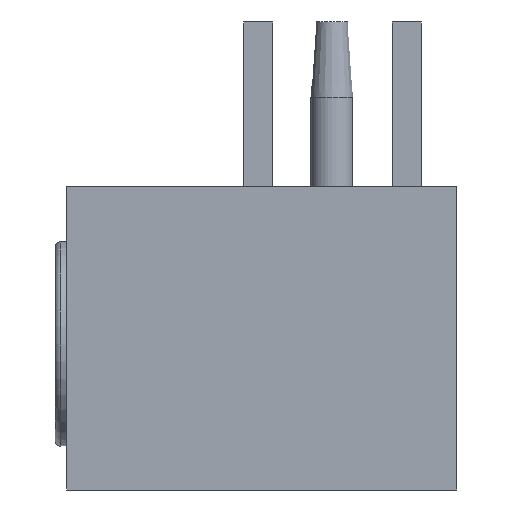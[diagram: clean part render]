
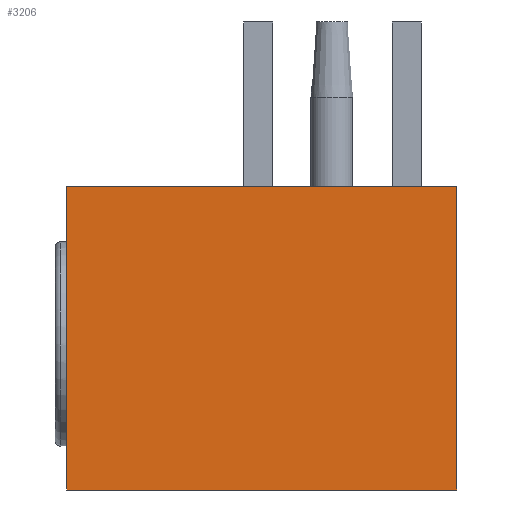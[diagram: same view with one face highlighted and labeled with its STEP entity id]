
A CAD part, left-side view. The second image highlights one B-rep face of the part: STEP entity #3206.
In plain terms, the highlighted planar face has unit normal (-1, 0, 0).
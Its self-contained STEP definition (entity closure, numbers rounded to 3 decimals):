
#469=LINE('',#5534,#782);
#475=LINE('',#5543,#788);
#476=LINE('',#5546,#789);
#477=LINE('',#5547,#790);
#782=VECTOR('',#4433,10.);
#788=VECTOR('',#4441,10.);
#789=VECTOR('',#4444,10.);
#790=VECTOR('',#4445,10.);
#907=PLANE('',#3545);
#1079=FACE_OUTER_BOUND('',#1277,.T.);
#1277=EDGE_LOOP('',(#2966,#2967,#2968,#2969));
#1682=VERTEX_POINT('',#5532);
#1683=VERTEX_POINT('',#5533);
#1685=VERTEX_POINT('',#5541);
#1686=VERTEX_POINT('',#5545);
#2122=EDGE_CURVE('',#1682,#1683,#469,.T.);
#2128=EDGE_CURVE('',#1685,#1682,#475,.T.);
#2129=EDGE_CURVE('',#1683,#1686,#476,.T.);
#2130=EDGE_CURVE('',#1686,#1685,#477,.T.);
#2966=ORIENTED_EDGE('',*,*,#2129,.F.);
#2967=ORIENTED_EDGE('',*,*,#2122,.F.);
#2968=ORIENTED_EDGE('',*,*,#2128,.F.);
#2969=ORIENTED_EDGE('',*,*,#2130,.F.);
#3206=ADVANCED_FACE('',(#1079),#907,.F.);
#3545=AXIS2_PLACEMENT_3D('',#5544,#4442,#4443);
#4433=DIRECTION('',(0.,-1.,0.));
#4441=DIRECTION('',(0.,0.,1.));
#4442=DIRECTION('center_axis',(1.,0.,0.));
#4443=DIRECTION('ref_axis',(0.,0.,-1.));
#4444=DIRECTION('',(0.,0.,-1.));
#4445=DIRECTION('',(0.,1.,0.));
#5532=CARTESIAN_POINT('',(-10.,6.68,2.7));
#5533=CARTESIAN_POINT('',(-10.,0.,2.7));
#5534=CARTESIAN_POINT('',(-10.,5.01,2.7));
#5541=CARTESIAN_POINT('',(-10.,6.68,-2.5));
#5543=CARTESIAN_POINT('',(-10.,6.68,0.05));
#5544=CARTESIAN_POINT('Origin',(-10.,3.34,0.1));
#5545=CARTESIAN_POINT('',(-10.,0.,-2.5));
#5546=CARTESIAN_POINT('',(-10.,0.,0.05));
#5547=CARTESIAN_POINT('',(-10.,5.01,-2.5));
